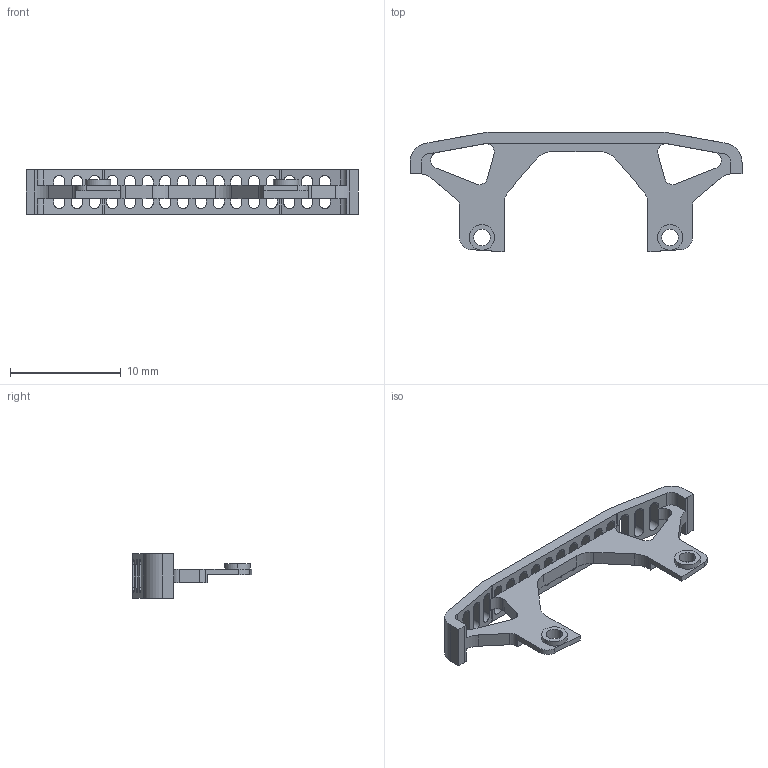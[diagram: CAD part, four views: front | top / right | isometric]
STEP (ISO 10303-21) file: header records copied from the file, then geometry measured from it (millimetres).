
FILE_DESCRIPTION (( 'STEP AP214' ), '1' );
FILE_NAME ('Patin_a.STEP', '2020-06-16T21:16:02', ( '' ), ( '' ), 'SwSTEP 2.0', 'SolidWorks 2014', '' );
FILE_SCHEMA (( 'AUTOMOTIVE_DESIGN' ));
Length unit declared in the file: millimetre
Products named in the file (1): Patin_a
Bounding box: 30 x 10.8 x 4 mm (x, y, z)
Volume: 180 mm3; surface area: 632.4 mm2
Topology: 1 solids, 1 shells, 168 faces, 556 edges, 356 vertices
Faces by surface type: cylinder 86, plane 82
Entity records: 6182 total; most frequent: CARTESIAN_POINT 1189, ORIENTED_EDGE 1112, DIRECTION 998, EDGE_CURVE 556, VECTOR 380, LINE 380, VERTEX_POINT 356, AXIS2_PLACEMENT_3D 309
